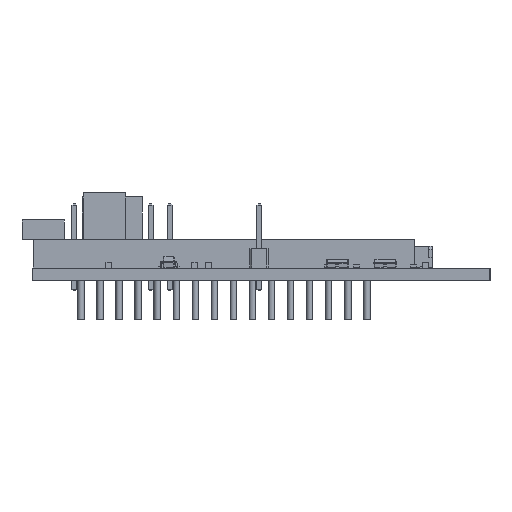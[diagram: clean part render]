
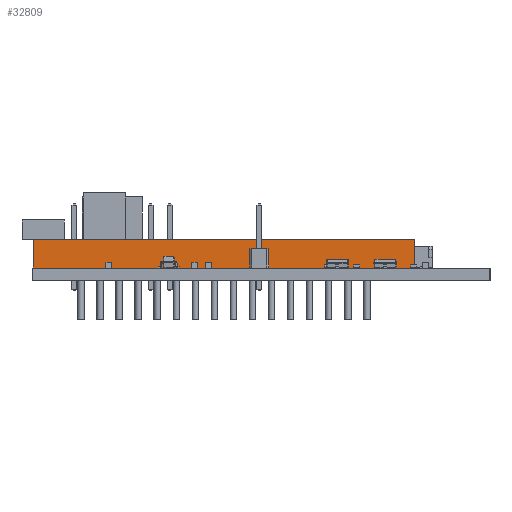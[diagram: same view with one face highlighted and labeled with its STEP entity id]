
A CAD part, left-side view. The second image highlights one B-rep face of the part: STEP entity #32809.
In plain terms, the highlighted face is planar.
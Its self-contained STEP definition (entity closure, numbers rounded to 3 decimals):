
#31057 = PLANE('',#31058);
#31058 = AXIS2_PLACEMENT_3D('',#31059,#31060,#31061);
#31059 = CARTESIAN_POINT('',(0.,22.86,0.));
#31060 = DIRECTION('',(-1.,0.,0.));
#31061 = DIRECTION('',(0.,-1.,0.));
#31085 = PLANE('',#31086);
#31086 = AXIS2_PLACEMENT_3D('',#31087,#31088,#31089);
#31087 = CARTESIAN_POINT('',(25.4,11.43,-3.8));
#31088 = DIRECTION('',(0.,0.,1.));
#31089 = DIRECTION('',(1.,0.,-0.));
#31113 = PLANE('',#31114);
#31114 = AXIS2_PLACEMENT_3D('',#31115,#31116,#31117);
#31115 = CARTESIAN_POINT('',(50.8,0.,0.));
#31116 = DIRECTION('',(1.,0.,0.));
#31117 = DIRECTION('',(-0.,1.,0.));
#31139 = PLANE('',#31140);
#31140 = AXIS2_PLACEMENT_3D('',#31141,#31142,#31143);
#31141 = CARTESIAN_POINT('',(25.4,11.43,0.));
#31142 = DIRECTION('',(0.,0.,1.));
#31143 = DIRECTION('',(1.,0.,-0.));
#31154 = EDGE_CURVE('',#31155,#31157,#31159,.T.);
#31155 = VERTEX_POINT('',#31156);
#31156 = CARTESIAN_POINT('',(0.,22.86,0.));
#31157 = VERTEX_POINT('',#31158);
#31158 = CARTESIAN_POINT('',(0.,22.86,-3.8));
#31159 = SURFACE_CURVE('',#31160,(#31164,#31171),.PCURVE_S1.);
#31160 = LINE('',#31161,#31162);
#31161 = CARTESIAN_POINT('',(0.,22.86,0.));
#31162 = VECTOR('',#31163,1.);
#31163 = DIRECTION('',(-0.,-0.,-1.));
#31164 = PCURVE('',#31057,#31165);
#31165 = DEFINITIONAL_REPRESENTATION('',(#31166),#31170);
#31166 = LINE('',#31167,#31168);
#31167 = CARTESIAN_POINT('',(0.,0.));
#31168 = VECTOR('',#31169,1.);
#31169 = DIRECTION('',(0.,-1.));
#31170 = ( GEOMETRIC_REPRESENTATION_CONTEXT(2) 
PARAMETRIC_REPRESENTATION_CONTEXT() REPRESENTATION_CONTEXT('2D SPACE',''
  ) );
#31171 = PCURVE('',#31172,#31177);
#31172 = PLANE('',#31173);
#31173 = AXIS2_PLACEMENT_3D('',#31174,#31175,#31176);
#31174 = CARTESIAN_POINT('',(50.8,22.86,0.));
#31175 = DIRECTION('',(0.,1.,0.));
#31176 = DIRECTION('',(-1.,0.,0.));
#31177 = DEFINITIONAL_REPRESENTATION('',(#31178),#31182);
#31178 = LINE('',#31179,#31180);
#31179 = CARTESIAN_POINT('',(50.8,0.));
#31180 = VECTOR('',#31181,1.);
#31181 = DIRECTION('',(0.,-1.));
#31182 = ( GEOMETRIC_REPRESENTATION_CONTEXT(2) 
PARAMETRIC_REPRESENTATION_CONTEXT() REPRESENTATION_CONTEXT('2D SPACE',''
  ) );
#31232 = VERTEX_POINT('',#31233);
#31233 = CARTESIAN_POINT('',(50.8,22.86,-3.8));
#31254 = EDGE_CURVE('',#31255,#31232,#31257,.T.);
#31255 = VERTEX_POINT('',#31256);
#31256 = CARTESIAN_POINT('',(50.8,22.86,0.));
#31257 = SURFACE_CURVE('',#31258,(#31262,#31269),.PCURVE_S1.);
#31258 = LINE('',#31259,#31260);
#31259 = CARTESIAN_POINT('',(50.8,22.86,0.));
#31260 = VECTOR('',#31261,1.);
#31261 = DIRECTION('',(-0.,-0.,-1.));
#31262 = PCURVE('',#31113,#31263);
#31263 = DEFINITIONAL_REPRESENTATION('',(#31264),#31268);
#31264 = LINE('',#31265,#31266);
#31265 = CARTESIAN_POINT('',(22.86,0.));
#31266 = VECTOR('',#31267,1.);
#31267 = DIRECTION('',(0.,-1.));
#31268 = ( GEOMETRIC_REPRESENTATION_CONTEXT(2) 
PARAMETRIC_REPRESENTATION_CONTEXT() REPRESENTATION_CONTEXT('2D SPACE',''
  ) );
#31269 = PCURVE('',#31172,#31270);
#31270 = DEFINITIONAL_REPRESENTATION('',(#31271),#31275);
#31271 = LINE('',#31272,#31273);
#31272 = CARTESIAN_POINT('',(0.,0.));
#31273 = VECTOR('',#31274,1.);
#31274 = DIRECTION('',(0.,-1.));
#31275 = ( GEOMETRIC_REPRESENTATION_CONTEXT(2) 
PARAMETRIC_REPRESENTATION_CONTEXT() REPRESENTATION_CONTEXT('2D SPACE',''
  ) );
#31438 = EDGE_CURVE('',#31255,#31155,#31439,.T.);
#31439 = SURFACE_CURVE('',#31440,(#31444,#31451),.PCURVE_S1.);
#31440 = LINE('',#31441,#31442);
#31441 = CARTESIAN_POINT('',(50.8,22.86,0.));
#31442 = VECTOR('',#31443,1.);
#31443 = DIRECTION('',(-1.,0.,0.));
#31444 = PCURVE('',#31139,#31445);
#31445 = DEFINITIONAL_REPRESENTATION('',(#31446),#31450);
#31446 = LINE('',#31447,#31448);
#31447 = CARTESIAN_POINT('',(25.4,11.43));
#31448 = VECTOR('',#31449,1.);
#31449 = DIRECTION('',(-1.,0.));
#31450 = ( GEOMETRIC_REPRESENTATION_CONTEXT(2) 
PARAMETRIC_REPRESENTATION_CONTEXT() REPRESENTATION_CONTEXT('2D SPACE',''
  ) );
#31451 = PCURVE('',#31172,#31452);
#31452 = DEFINITIONAL_REPRESENTATION('',(#31453),#31457);
#31453 = LINE('',#31454,#31455);
#31454 = CARTESIAN_POINT('',(0.,0.));
#31455 = VECTOR('',#31456,1.);
#31456 = DIRECTION('',(1.,0.));
#31457 = ( GEOMETRIC_REPRESENTATION_CONTEXT(2) 
PARAMETRIC_REPRESENTATION_CONTEXT() REPRESENTATION_CONTEXT('2D SPACE',''
  ) );
#31816 = EDGE_CURVE('',#31232,#31157,#31817,.T.);
#31817 = SURFACE_CURVE('',#31818,(#31822,#31829),.PCURVE_S1.);
#31818 = LINE('',#31819,#31820);
#31819 = CARTESIAN_POINT('',(50.8,22.86,-3.8));
#31820 = VECTOR('',#31821,1.);
#31821 = DIRECTION('',(-1.,0.,0.));
#31822 = PCURVE('',#31085,#31823);
#31823 = DEFINITIONAL_REPRESENTATION('',(#31824),#31828);
#31824 = LINE('',#31825,#31826);
#31825 = CARTESIAN_POINT('',(25.4,11.43));
#31826 = VECTOR('',#31827,1.);
#31827 = DIRECTION('',(-1.,0.));
#31828 = ( GEOMETRIC_REPRESENTATION_CONTEXT(2) 
PARAMETRIC_REPRESENTATION_CONTEXT() REPRESENTATION_CONTEXT('2D SPACE',''
  ) );
#31829 = PCURVE('',#31172,#31830);
#31830 = DEFINITIONAL_REPRESENTATION('',(#31831),#31835);
#31831 = LINE('',#31832,#31833);
#31832 = CARTESIAN_POINT('',(0.,-3.8));
#31833 = VECTOR('',#31834,1.);
#31834 = DIRECTION('',(1.,0.));
#31835 = ( GEOMETRIC_REPRESENTATION_CONTEXT(2) 
PARAMETRIC_REPRESENTATION_CONTEXT() REPRESENTATION_CONTEXT('2D SPACE',''
  ) );
#32809 = ADVANCED_FACE('',(#32810),#31172,.T.);
#32810 = FACE_BOUND('',#32811,.T.);
#32811 = EDGE_LOOP('',(#32812,#32813,#32814,#32815));
#32812 = ORIENTED_EDGE('',*,*,#31254,.T.);
#32813 = ORIENTED_EDGE('',*,*,#31816,.T.);
#32814 = ORIENTED_EDGE('',*,*,#31154,.F.);
#32815 = ORIENTED_EDGE('',*,*,#31438,.F.);
